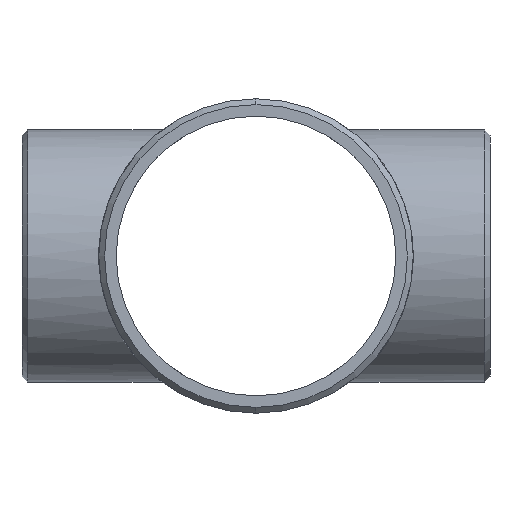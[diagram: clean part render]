
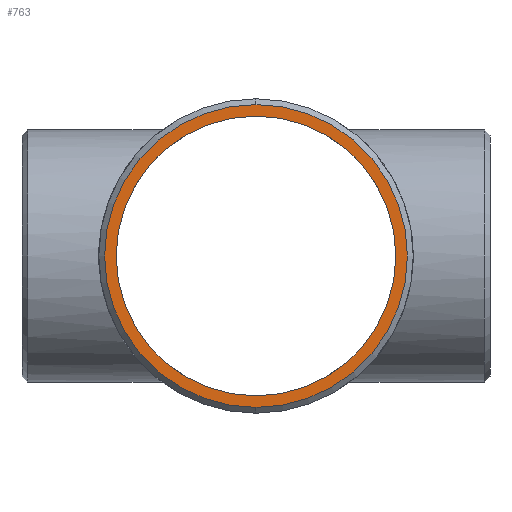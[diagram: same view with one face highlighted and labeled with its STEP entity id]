
A CAD part, left-side view. The second image highlights one B-rep face of the part: STEP entity #763.
In plain terms, the highlighted planar face has unit normal (-1, 0, 0).
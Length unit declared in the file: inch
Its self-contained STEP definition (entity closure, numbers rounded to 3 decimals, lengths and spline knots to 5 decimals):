
#1 = VERTEX_POINT ( 'NONE', #1110 ) ;
#5 = AXIS2_PLACEMENT_3D ( 'NONE', #53, #914, #1474 ) ;
#19 = ORIENTED_EDGE ( 'NONE', *, *, #1216, .T. ) ;
#29 = DIRECTION ( 'NONE',  ( 0., 0., 1. ) ) ;
#52 = DIRECTION ( 'NONE',  ( 0., 0., 1. ) ) ;
#53 = CARTESIAN_POINT ( 'NONE',  ( -8.5, 0., 0. ) ) ;
#59 = CARTESIAN_POINT ( 'NONE',  ( -8.5, 0., 0. ) ) ;
#70 = EDGE_CURVE ( 'NONE', #484, #1, #544, .T. ) ;
#116 = EDGE_CURVE ( 'NONE', #1, #484, #1522, .T. ) ;
#125 = PLANE ( 'NONE',  #151 ) ;
#151 = AXIS2_PLACEMENT_3D ( 'NONE', #608, #1300, #959 ) ;
#221 = CIRCLE ( 'NONE', #742, 4.781 ) ;
#291 = CARTESIAN_POINT ( 'NONE',  ( -8.5, 0., 0. ) ) ;
#391 = AXIS2_PLACEMENT_3D ( 'NONE', #59, #521, #899 ) ;
#415 = CIRCLE ( 'NONE', #1284, 4.781 ) ;
#484 = VERTEX_POINT ( 'NONE', #1129 ) ;
#493 = EDGE_LOOP ( 'NONE', ( #1280, #19 ) ) ;
#521 = DIRECTION ( 'NONE',  ( -1., 0., 0. ) ) ;
#544 = CIRCLE ( 'NONE', #5, 5.177 ) ;
#608 = CARTESIAN_POINT ( 'NONE',  ( -8.5, 0., 0. ) ) ;
#615 = CARTESIAN_POINT ( 'NONE',  ( -8.5, 0., 0. ) ) ;
#626 = FACE_BOUND ( 'NONE', #493, .T. ) ;
#654 = ORIENTED_EDGE ( 'NONE', *, *, #70, .T. ) ;
#742 = AXIS2_PLACEMENT_3D ( 'NONE', #615, #1092, #29 ) ;
#763 = ADVANCED_FACE ( 'NONE', ( #1333, #626 ), #125, .T. ) ;
#846 = CARTESIAN_POINT ( 'NONE',  ( -8.5, 0., -4.781 ) ) ;
#899 = DIRECTION ( 'NONE',  ( 0., 0., 1. ) ) ;
#914 = DIRECTION ( 'NONE',  ( -1., 0., 0. ) ) ;
#959 = DIRECTION ( 'NONE',  ( 0., 0., -1. ) ) ;
#1040 = EDGE_CURVE ( 'NONE', #1357, #1245, #415, .T. ) ;
#1080 = CARTESIAN_POINT ( 'NONE',  ( -8.5, 0., 4.781 ) ) ;
#1092 = DIRECTION ( 'NONE',  ( 1., 0., 0. ) ) ;
#1110 = CARTESIAN_POINT ( 'NONE',  ( -8.5, 0., 5.177 ) ) ;
#1129 = CARTESIAN_POINT ( 'NONE',  ( -8.5, 0., -5.177 ) ) ;
#1134 = DIRECTION ( 'NONE',  ( 1., 0., 0. ) ) ;
#1216 = EDGE_CURVE ( 'NONE', #1245, #1357, #221, .T. ) ;
#1245 = VERTEX_POINT ( 'NONE', #846 ) ;
#1280 = ORIENTED_EDGE ( 'NONE', *, *, #1040, .T. ) ;
#1284 = AXIS2_PLACEMENT_3D ( 'NONE', #291, #1134, #52 ) ;
#1300 = DIRECTION ( 'NONE',  ( -1., 0., 0. ) ) ;
#1329 = EDGE_LOOP ( 'NONE', ( #654, #1494 ) ) ;
#1333 = FACE_OUTER_BOUND ( 'NONE', #1329, .T. ) ;
#1357 = VERTEX_POINT ( 'NONE', #1080 ) ;
#1474 = DIRECTION ( 'NONE',  ( 0., 0., 1. ) ) ;
#1494 = ORIENTED_EDGE ( 'NONE', *, *, #116, .T. ) ;
#1522 = CIRCLE ( 'NONE', #391, 5.177 ) ;
